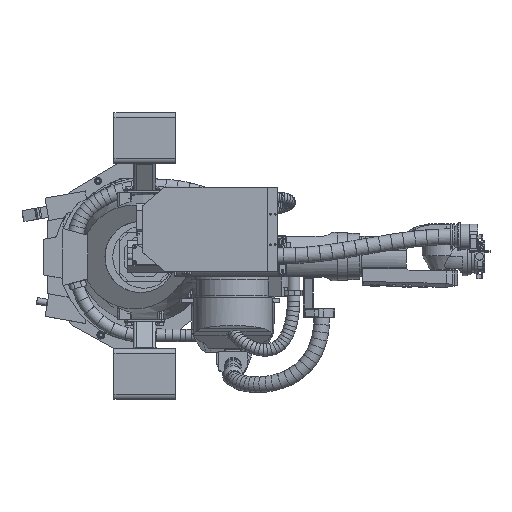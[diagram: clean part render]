
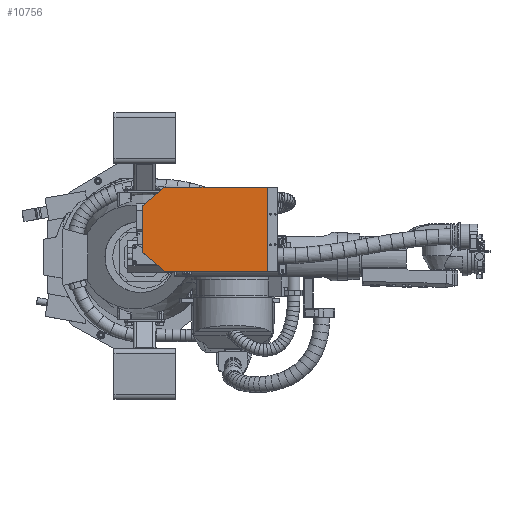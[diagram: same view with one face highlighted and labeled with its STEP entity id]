
A CAD part, top view. The second image highlights one B-rep face of the part: STEP entity #10756.
In plain terms, the highlighted planar face has unit normal (0, 0, 1).
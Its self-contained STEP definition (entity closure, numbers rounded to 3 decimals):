
#6601=PLANE('',#48900);
#8264=FACE_OUTER_BOUND('',#16341,.T.);
#10756=ADVANCED_FACE('',(#8264),#6601,.T.);
#16341=EDGE_LOOP('',(#26443,#26444,#26445,#26446,#26447,#26448));
#26443=ORIENTED_EDGE('',*,*,#35857,.T.);
#26444=ORIENTED_EDGE('',*,*,#35863,.T.);
#26445=ORIENTED_EDGE('',*,*,#35793,.F.);
#26446=ORIENTED_EDGE('',*,*,#35862,.F.);
#26447=ORIENTED_EDGE('',*,*,#35746,.T.);
#26448=ORIENTED_EDGE('',*,*,#35864,.T.);
#30594=VERTEX_POINT('',#75273);
#30595=VERTEX_POINT('',#75275);
#30641=VERTEX_POINT('',#75518);
#30642=VERTEX_POINT('',#75519);
#30698=VERTEX_POINT('',#75731);
#30699=VERTEX_POINT('',#75733);
#35746=EDGE_CURVE('',#30595,#30594,#41940,.T.);
#35793=EDGE_CURVE('',#30641,#30642,#41942,.T.);
#35857=EDGE_CURVE('',#30699,#30698,#41970,.T.);
#35862=EDGE_CURVE('',#30595,#30641,#41975,.T.);
#35863=EDGE_CURVE('',#30698,#30642,#41976,.T.);
#35864=EDGE_CURVE('',#30594,#30699,#41977,.T.);
#41940=LINE('',#75274,#45259);
#41942=LINE('',#75517,#45261);
#41970=LINE('',#75732,#45289);
#41975=LINE('',#75740,#45294);
#41976=LINE('',#75742,#45295);
#41977=LINE('',#75743,#45296);
#45259=VECTOR('',#59191,1.);
#45261=VECTOR('',#59195,1.);
#45289=VECTOR('',#59285,1.);
#45294=VECTOR('',#59294,1.);
#45295=VECTOR('',#59297,1.);
#45296=VECTOR('',#59298,1.);
#48900=AXIS2_PLACEMENT_3D('',#75744,#59299,#59300);
#59191=DIRECTION('',(-1.,0.,0.));
#59195=DIRECTION('',(-1.,0.,0.));
#59285=DIRECTION('',(0.,-1.,0.));
#59294=DIRECTION('',(0.,-1.,0.));
#59297=DIRECTION('',(0.766,-0.643,0.));
#59298=DIRECTION('',(-0.766,-0.643,0.));
#59299=DIRECTION('',(0.,0.,1.));
#59300=DIRECTION('',(1.,0.,0.));
#75273=CARTESIAN_POINT('',(82.633,272.5,2093.5));
#75274=CARTESIAN_POINT('',(-5.367,272.5,2093.5));
#75275=CARTESIAN_POINT('',(484.633,272.5,2093.5));
#75517=CARTESIAN_POINT('',(-5.367,-57.5,2093.5));
#75518=CARTESIAN_POINT('',(484.633,-57.5,2093.5));
#75519=CARTESIAN_POINT('',(82.633,-57.5,2093.5));
#75731=CARTESIAN_POINT('',(-5.367,16.341,2093.5));
#75732=CARTESIAN_POINT('',(-5.367,272.5,2093.5));
#75733=CARTESIAN_POINT('',(-5.367,198.659,2093.5));
#75740=CARTESIAN_POINT('',(484.633,272.5,2093.5));
#75742=CARTESIAN_POINT('',(156.043,-119.098,2093.5));
#75743=CARTESIAN_POINT('',(318.536,470.446,2093.5));
#75744=CARTESIAN_POINT('',(484.633,272.5,2093.5));
